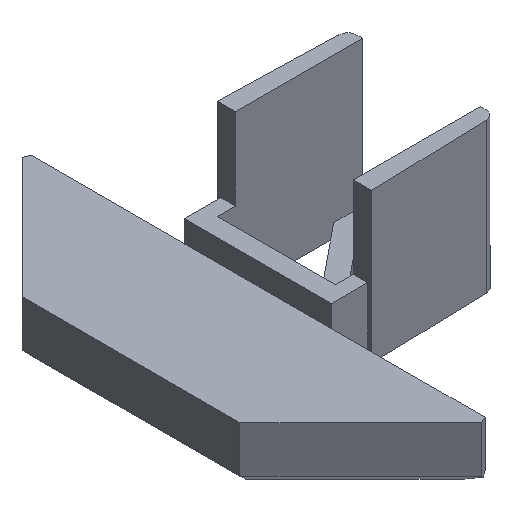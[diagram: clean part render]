
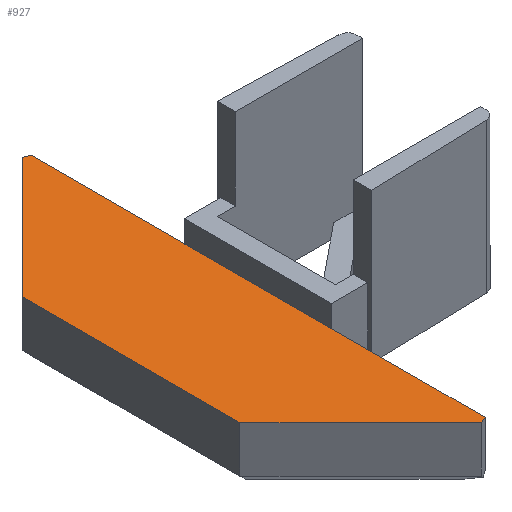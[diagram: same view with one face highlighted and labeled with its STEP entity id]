
A CAD part, isometric view. The second image highlights one B-rep face of the part: STEP entity #927.
In plain terms, the highlighted planar face has unit normal (0, 0, 1).
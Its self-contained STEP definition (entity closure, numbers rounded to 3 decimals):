
#26=PLANE('',#1002);
#72=FACE_OUTER_BOUND('',#122,.T.);
#122=EDGE_LOOP('',(#663,#664,#665,#666,#667,#668,#669,#670));
#176=LINE('',#1310,#304);
#179=LINE('',#1316,#307);
#180=LINE('',#1318,#308);
#181=LINE('',#1320,#309);
#182=LINE('',#1322,#310);
#183=LINE('',#1324,#311);
#184=LINE('',#1326,#312);
#185=LINE('',#1327,#313);
#304=VECTOR('',#1068,10.);
#307=VECTOR('',#1073,10.);
#308=VECTOR('',#1074,10.);
#309=VECTOR('',#1075,10.);
#310=VECTOR('',#1076,10.);
#311=VECTOR('',#1077,10.);
#312=VECTOR('',#1078,10.);
#313=VECTOR('',#1079,10.);
#439=VERTEX_POINT('',#1307);
#440=VERTEX_POINT('',#1309);
#442=VERTEX_POINT('',#1315);
#443=VERTEX_POINT('',#1317);
#444=VERTEX_POINT('',#1319);
#445=VERTEX_POINT('',#1321);
#446=VERTEX_POINT('',#1323);
#447=VERTEX_POINT('',#1325);
#524=EDGE_CURVE('',#439,#440,#176,.T.);
#527=EDGE_CURVE('',#439,#442,#179,.T.);
#528=EDGE_CURVE('',#443,#442,#180,.T.);
#529=EDGE_CURVE('',#443,#444,#181,.T.);
#530=EDGE_CURVE('',#445,#444,#182,.T.);
#531=EDGE_CURVE('',#445,#446,#183,.T.);
#532=EDGE_CURVE('',#447,#446,#184,.T.);
#533=EDGE_CURVE('',#447,#440,#185,.T.);
#663=ORIENTED_EDGE('',*,*,#524,.F.);
#664=ORIENTED_EDGE('',*,*,#527,.T.);
#665=ORIENTED_EDGE('',*,*,#528,.F.);
#666=ORIENTED_EDGE('',*,*,#529,.T.);
#667=ORIENTED_EDGE('',*,*,#530,.F.);
#668=ORIENTED_EDGE('',*,*,#531,.T.);
#669=ORIENTED_EDGE('',*,*,#532,.F.);
#670=ORIENTED_EDGE('',*,*,#533,.T.);
#927=ADVANCED_FACE('',(#72),#26,.F.);
#1002=AXIS2_PLACEMENT_3D('',#1314,#1071,#1072);
#1068=DIRECTION('',(0.924,-0.383,0.));
#1071=DIRECTION('center_axis',(0.,0.,-1.));
#1072=DIRECTION('ref_axis',(-1.,0.,0.));
#1073=DIRECTION('',(-0.707,-0.707,0.));
#1074=DIRECTION('',(0.,1.,0.));
#1075=DIRECTION('',(0.707,-0.707,0.));
#1076=DIRECTION('',(-0.924,-0.383,0.));
#1077=DIRECTION('',(0.,1.,0.));
#1078=DIRECTION('',(0.,-1.,0.));
#1079=DIRECTION('',(0.,1.,0.));
#1307=CARTESIAN_POINT('',(-9.354,12.646,3.05));
#1309=CARTESIAN_POINT('',(-9.,12.5,3.05));
#1310=CARTESIAN_POINT('',(-8.372,12.24,3.05));
#1314=CARTESIAN_POINT('Origin',(-12.5,0.,3.05));
#1315=CARTESIAN_POINT('',(-16.,6.,3.05));
#1316=CARTESIAN_POINT('',(-9.,13.,3.05));
#1317=CARTESIAN_POINT('',(-16.,-6.,3.05));
#1318=CARTESIAN_POINT('',(-16.,2.025,3.05));
#1319=CARTESIAN_POINT('',(-9.354,-12.646,3.05));
#1320=CARTESIAN_POINT('',(-16.,-6.,3.05));
#1321=CARTESIAN_POINT('',(-9.,-12.5,3.05));
#1322=CARTESIAN_POINT('',(-8.372,-12.24,3.05));
#1323=CARTESIAN_POINT('',(-9.,-4.05,3.05));
#1324=CARTESIAN_POINT('',(-9.,-13.,3.05));
#1325=CARTESIAN_POINT('',(-9.,4.05,3.05));
#1326=CARTESIAN_POINT('',(-9.,-4.05,3.05));
#1327=CARTESIAN_POINT('',(-9.,-13.,3.05));
